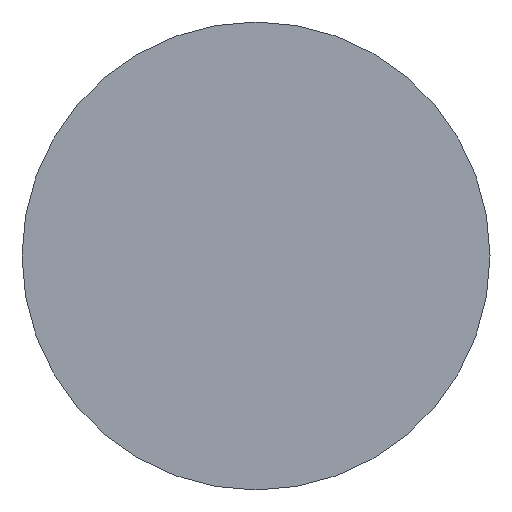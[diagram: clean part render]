
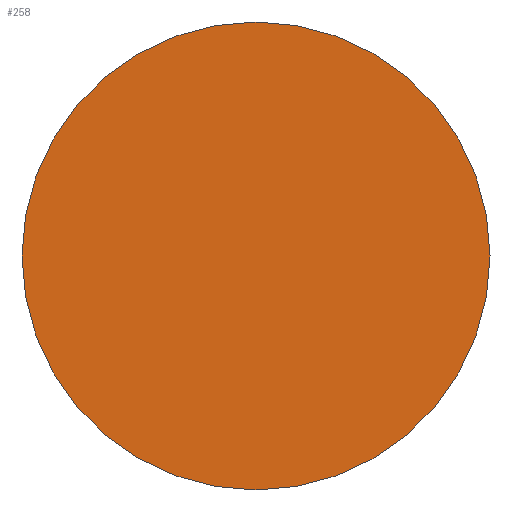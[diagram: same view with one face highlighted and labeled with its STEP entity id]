
A CAD part, left-side view. The second image highlights one B-rep face of the part: STEP entity #258.
In plain terms, the highlighted planar face has unit normal (-1, 0, 0).
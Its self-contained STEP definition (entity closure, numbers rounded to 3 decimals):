
#233=CARTESIAN_POINT('POINT19',(-21.62,0.,
   -9.3));
#234=VERTEX_POINT('VERTEX19',#233);
#235=CARTESIAN_POINT('POINT20',(-21.62,0.,
   9.3));
#236=VERTEX_POINT('VERTEX20',#235);
#237=CARTESIAN_POINT('POS27',(-21.62,0.,0.));
#238=DIRECTION('DIR51',(1.,0.,
   0.));
#239=DIRECTION('DIR52',(0.,0.,-1.));
#240=AXIS2_PLACEMENT_3D('AXIS25',#237,#238,#239);
#241=CIRCLE('ELLIPSE17',#240,9.3);
#242=EDGE_CURVE('EDGE21',#234,#236,#241,.T.);
#243=ORIENTED_EDGE('COEDGE25',*,*,#242,.F.);
#244=CARTESIAN_POINT('POS28',(-21.62,0.,0.));
#245=DIRECTION('DIR53',(1.,0.,
   0.));
#246=DIRECTION('DIR54',(0.,0.,1.));
#247=AXIS2_PLACEMENT_3D('AXIS26',#244,#245,#246);
#248=CIRCLE('ELLIPSE18',#247,9.3);
#249=EDGE_CURVE('EDGE22',#236,#234,#248,.T.);
#250=ORIENTED_EDGE('COEDGE26',*,*,#249,.F.);
#251=EDGE_LOOP('NONE',(#243,#250));
#252=FACE_BOUND('LOOP1',#251,.T.);
#253=CARTESIAN_POINT('POS29',(-21.62,0.,
   -9.4));
#254=DIRECTION('DIR55',(1.,0.,0.));
#255=DIRECTION('DIR56',(0.,1.,0.));
#256=AXIS2_PLACEMENT_3D('AXIS27',#253,#254,#255);
#257=PLANE('PLANE7',#256);
#258=ADVANCED_FACE('FACE9',(#252),#257,.F.);
